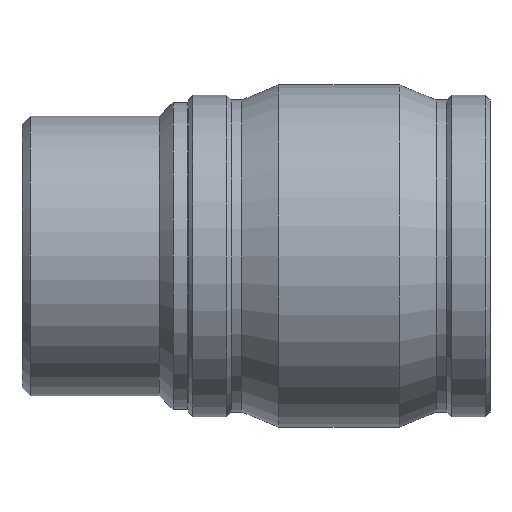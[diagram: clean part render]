
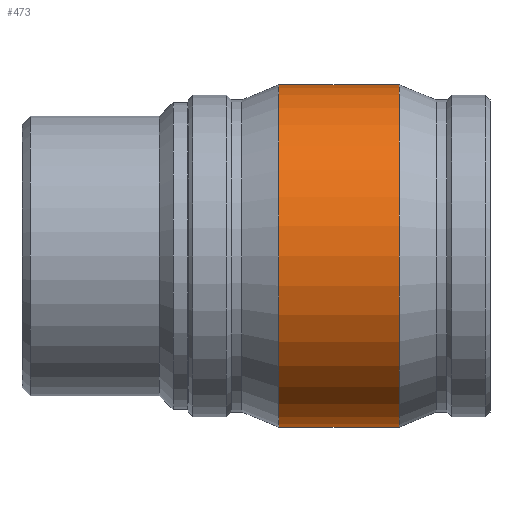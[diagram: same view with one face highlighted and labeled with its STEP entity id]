
A CAD part, front view. The second image highlights one B-rep face of the part: STEP entity #473.
In plain terms, the highlighted cylindrical face has radius 136 mm (diameter 272 mm), a full revolution.
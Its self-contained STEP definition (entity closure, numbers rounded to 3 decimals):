
#41=CYLINDRICAL_SURFACE('',#547,136.);
#74=FACE_BOUND('',#189,.T.);
#118=FACE_OUTER_BOUND('',#188,.T.);
#188=EDGE_LOOP('',(#401));
#189=EDGE_LOOP('',(#402));
#245=CIRCLE('',#546,136.);
#246=CIRCLE('',#548,136.);
#288=VERTEX_POINT('',#897);
#289=VERTEX_POINT('',#900);
#331=EDGE_CURVE('',#288,#288,#245,.T.);
#332=EDGE_CURVE('',#289,#289,#246,.T.);
#401=ORIENTED_EDGE('',*,*,#331,.T.);
#402=ORIENTED_EDGE('',*,*,#332,.F.);
#473=ADVANCED_FACE('',(#118,#74),#41,.T.);
#546=AXIS2_PLACEMENT_3D('',#898,#686,#687);
#547=AXIS2_PLACEMENT_3D('',#899,#688,#689);
#548=AXIS2_PLACEMENT_3D('',#901,#690,#691);
#686=DIRECTION('center_axis',(1.,0.,0.));
#687=DIRECTION('ref_axis',(0.,0.,-1.));
#688=DIRECTION('center_axis',(1.,0.,0.));
#689=DIRECTION('ref_axis',(0.,1.,0.));
#690=DIRECTION('center_axis',(1.,0.,0.));
#691=DIRECTION('ref_axis',(0.,0.,-1.));
#897=CARTESIAN_POINT('',(-48.,136.,0.));
#898=CARTESIAN_POINT('Origin',(-48.,0.,0.));
#899=CARTESIAN_POINT('Origin',(0.,0.,0.));
#900=CARTESIAN_POINT('',(48.,136.,0.));
#901=CARTESIAN_POINT('Origin',(48.,0.,0.));
